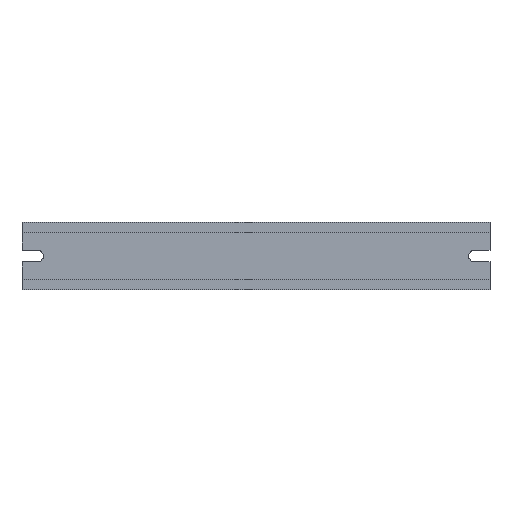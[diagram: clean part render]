
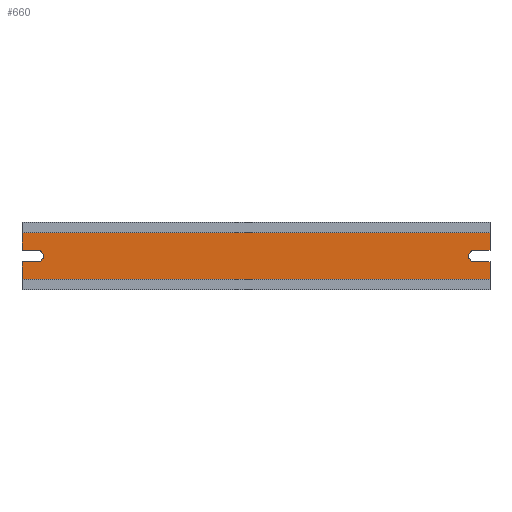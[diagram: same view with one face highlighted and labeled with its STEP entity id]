
A CAD part, top view. The second image highlights one B-rep face of the part: STEP entity #660.
In plain terms, the highlighted planar face has unit normal (0, 0, 1).
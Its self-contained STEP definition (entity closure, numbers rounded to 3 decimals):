
#5 = VERTEX_POINT ( 'NONE', #175 ) ;
#12 = AXIS2_PLACEMENT_3D ( 'NONE', #80, #732, #436 ) ;
#14 = VERTEX_POINT ( 'NONE', #588 ) ;
#18 = ORIENTED_EDGE ( 'NONE', *, *, #549, .T. ) ;
#22 = LINE ( 'NONE', #502, #756 ) ;
#27 = CARTESIAN_POINT ( 'NONE',  ( -120.5, 3., 1.5 ) ) ;
#39 = EDGE_CURVE ( 'NONE', #406, #533, #489, .T. ) ;
#40 = LINE ( 'NONE', #637, #491 ) ;
#47 = CARTESIAN_POINT ( 'NONE',  ( 120.5, 3., 1.5 ) ) ;
#49 = AXIS2_PLACEMENT_3D ( 'NONE', #282, #274, #98 ) ;
#51 = CARTESIAN_POINT ( 'NONE',  ( 112.5, 3., 1.5 ) ) ;
#63 = EDGE_CURVE ( 'NONE', #364, #269, #515, .T. ) ;
#70 = CARTESIAN_POINT ( 'NONE',  ( 120.5, -12., 1.5 ) ) ;
#80 = CARTESIAN_POINT ( 'NONE',  ( -112.5, 0., 1.5 ) ) ;
#82 = DIRECTION ( 'NONE',  ( 1., 0., 0. ) ) ;
#88 = ORIENTED_EDGE ( 'NONE', *, *, #601, .T. ) ;
#95 = ORIENTED_EDGE ( 'NONE', *, *, #63, .F. ) ;
#98 = DIRECTION ( 'NONE',  ( 0., -1., 0. ) ) ;
#99 = CIRCLE ( 'NONE', #538, 3. ) ;
#104 = CARTESIAN_POINT ( 'NONE',  ( -120.5, -3., 1.5 ) ) ;
#105 = VERTEX_POINT ( 'NONE', #27 ) ;
#113 = VERTEX_POINT ( 'NONE', #70 ) ;
#123 = VERTEX_POINT ( 'NONE', #104 ) ;
#139 = VECTOR ( 'NONE', #712, 1000. ) ;
#140 = CARTESIAN_POINT ( 'NONE',  ( -112.5, 3., 1.5 ) ) ;
#143 = DIRECTION ( 'NONE',  ( 0., 1., 0. ) ) ;
#144 = DIRECTION ( 'NONE',  ( -1., 0., 0. ) ) ;
#149 = PLANE ( 'NONE',  #49 ) ;
#173 = CARTESIAN_POINT ( 'NONE',  ( 112.5, 3., 1.5 ) ) ;
#175 = CARTESIAN_POINT ( 'NONE',  ( 120.5, -3., 1.5 ) ) ;
#182 = CARTESIAN_POINT ( 'NONE',  ( -120.5, -12., 1.5 ) ) ;
#190 = EDGE_CURVE ( 'NONE', #105, #520, #399, .T. ) ;
#193 = DIRECTION ( 'NONE',  ( -1., 0., 0. ) ) ;
#198 = CARTESIAN_POINT ( 'NONE',  ( 120.5, -13.5, 1.5 ) ) ;
#206 = DIRECTION ( 'NONE',  ( -1., 0., 0. ) ) ;
#227 = VERTEX_POINT ( 'NONE', #694 ) ;
#233 = CARTESIAN_POINT ( 'NONE',  ( -120.5, -13.5, 1.5 ) ) ;
#249 = CARTESIAN_POINT ( 'NONE',  ( -120.5, -3., 1.5 ) ) ;
#255 = VECTOR ( 'NONE', #657, 1000. ) ;
#258 = VERTEX_POINT ( 'NONE', #47 ) ;
#264 = CARTESIAN_POINT ( 'NONE',  ( -120.5, 12., 1.5 ) ) ;
#269 = VERTEX_POINT ( 'NONE', #763 ) ;
#274 = DIRECTION ( 'NONE',  ( 0., 0., 1. ) ) ;
#282 = CARTESIAN_POINT ( 'NONE',  ( 120.5, -13.5, 1.5 ) ) ;
#328 = EDGE_CURVE ( 'NONE', #123, #406, #709, .T. ) ;
#350 = VERTEX_POINT ( 'NONE', #182 ) ;
#357 = ORIENTED_EDGE ( 'NONE', *, *, #39, .F. ) ;
#360 = DIRECTION ( 'NONE',  ( 1., 0., 0. ) ) ;
#361 = EDGE_CURVE ( 'NONE', #258, #364, #474, .T. ) ;
#364 = VERTEX_POINT ( 'NONE', #173 ) ;
#374 = ORIENTED_EDGE ( 'NONE', *, *, #361, .F. ) ;
#376 = CARTESIAN_POINT ( 'NONE',  ( -109.5, 0., 1.5 ) ) ;
#383 = DIRECTION ( 'NONE',  ( -1., 0., 0. ) ) ;
#385 = DIRECTION ( 'NONE',  ( 0., 1., 0. ) ) ;
#395 = FACE_OUTER_BOUND ( 'NONE', #403, .T. ) ;
#399 = LINE ( 'NONE', #745, #488 ) ;
#403 = EDGE_LOOP ( 'NONE', ( #484, #95, #374, #18, #88, #597, #446, #545, #357, #608, #431, #475, #692 ) ) ;
#406 = VERTEX_POINT ( 'NONE', #485 ) ;
#431 = ORIENTED_EDGE ( 'NONE', *, *, #737, .F. ) ;
#436 = DIRECTION ( 'NONE',  ( 1., 0., 0. ) ) ;
#438 = LINE ( 'NONE', #140, #610 ) ;
#446 = ORIENTED_EDGE ( 'NONE', *, *, #559, .F. ) ;
#474 = LINE ( 'NONE', #51, #255 ) ;
#475 = ORIENTED_EDGE ( 'NONE', *, *, #498, .F. ) ;
#484 = ORIENTED_EDGE ( 'NONE', *, *, #570, .F. ) ;
#485 = CARTESIAN_POINT ( 'NONE',  ( -112.5, -3., 1.5 ) ) ;
#488 = VECTOR ( 'NONE', #573, 1000. ) ;
#489 = CIRCLE ( 'NONE', #12, 3. ) ;
#491 = VECTOR ( 'NONE', #206, 1000. ) ;
#498 = EDGE_CURVE ( 'NONE', #113, #350, #556, .T. ) ;
#502 = CARTESIAN_POINT ( 'NONE',  ( 120.5, -3., 1.5 ) ) ;
#515 = CIRCLE ( 'NONE', #683, 3. ) ;
#520 = VERTEX_POINT ( 'NONE', #264 ) ;
#533 = VERTEX_POINT ( 'NONE', #376 ) ;
#538 = AXIS2_PLACEMENT_3D ( 'NONE', #631, #738, #684 ) ;
#545 = ORIENTED_EDGE ( 'NONE', *, *, #650, .F. ) ;
#549 = EDGE_CURVE ( 'NONE', #258, #227, #727, .T. ) ;
#556 = LINE ( 'NONE', #616, #672 ) ;
#559 = EDGE_CURVE ( 'NONE', #14, #105, #438, .T. ) ;
#568 = CARTESIAN_POINT ( 'NONE',  ( 120.5, -13.5, 1.5 ) ) ;
#570 = EDGE_CURVE ( 'NONE', #269, #5, #22, .T. ) ;
#573 = DIRECTION ( 'NONE',  ( 0., 1., 0. ) ) ;
#588 = CARTESIAN_POINT ( 'NONE',  ( -112.5, 3., 1.5 ) ) ;
#597 = ORIENTED_EDGE ( 'NONE', *, *, #190, .F. ) ;
#601 = EDGE_CURVE ( 'NONE', #227, #520, #40, .T. ) ;
#608 = ORIENTED_EDGE ( 'NONE', *, *, #328, .F. ) ;
#610 = VECTOR ( 'NONE', #383, 1000. ) ;
#614 = DIRECTION ( 'NONE',  ( 0., 0., 1. ) ) ;
#616 = CARTESIAN_POINT ( 'NONE',  ( 120.5, -12., 1.5 ) ) ;
#630 = EDGE_CURVE ( 'NONE', #113, #5, #687, .T. ) ;
#631 = CARTESIAN_POINT ( 'NONE',  ( -112.5, 0., 1.5 ) ) ;
#637 = CARTESIAN_POINT ( 'NONE',  ( 120.5, 12., 1.5 ) ) ;
#648 = LINE ( 'NONE', #233, #139 ) ;
#650 = EDGE_CURVE ( 'NONE', #533, #14, #99, .T. ) ;
#657 = DIRECTION ( 'NONE',  ( -1., 0., 0. ) ) ;
#660 = ADVANCED_FACE ( 'NONE', ( #395 ), #149, .T. ) ;
#662 = VECTOR ( 'NONE', #385, 1000. ) ;
#672 = VECTOR ( 'NONE', #193, 1000. ) ;
#680 = CARTESIAN_POINT ( 'NONE',  ( 112.5, 0., 1.5 ) ) ;
#683 = AXIS2_PLACEMENT_3D ( 'NONE', #680, #614, #144 ) ;
#684 = DIRECTION ( 'NONE',  ( 1., 0., 0. ) ) ;
#687 = LINE ( 'NONE', #568, #708 ) ;
#692 = ORIENTED_EDGE ( 'NONE', *, *, #630, .T. ) ;
#694 = CARTESIAN_POINT ( 'NONE',  ( 120.5, 12., 1.5 ) ) ;
#708 = VECTOR ( 'NONE', #143, 1000. ) ;
#709 = LINE ( 'NONE', #249, #719 ) ;
#712 = DIRECTION ( 'NONE',  ( 0., 1., 0. ) ) ;
#719 = VECTOR ( 'NONE', #360, 1000. ) ;
#727 = LINE ( 'NONE', #198, #662 ) ;
#732 = DIRECTION ( 'NONE',  ( 0., 0., 1. ) ) ;
#737 = EDGE_CURVE ( 'NONE', #350, #123, #648, .T. ) ;
#738 = DIRECTION ( 'NONE',  ( 0., 0., 1. ) ) ;
#745 = CARTESIAN_POINT ( 'NONE',  ( -120.5, -13.5, 1.5 ) ) ;
#756 = VECTOR ( 'NONE', #82, 1000. ) ;
#763 = CARTESIAN_POINT ( 'NONE',  ( 112.5, -3., 1.5 ) ) ;
